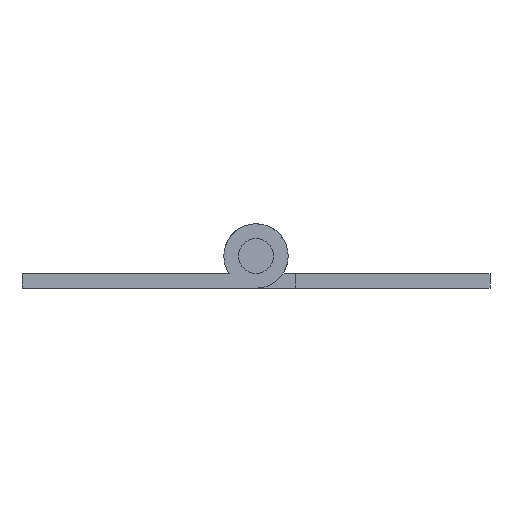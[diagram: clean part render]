
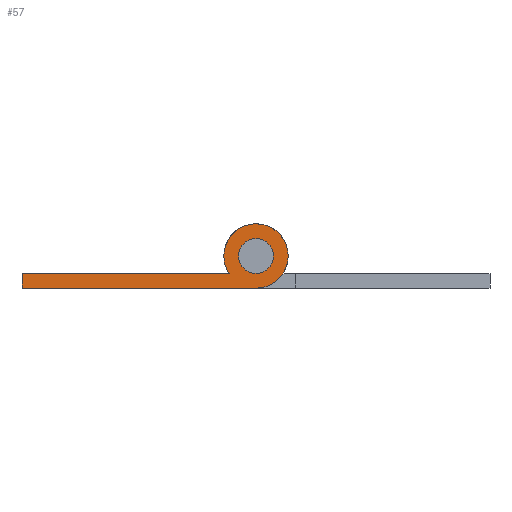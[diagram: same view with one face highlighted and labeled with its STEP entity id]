
A CAD part, front view. The second image highlights one B-rep face of the part: STEP entity #57.
In plain terms, the highlighted planar face has unit normal (0, -1, 0).
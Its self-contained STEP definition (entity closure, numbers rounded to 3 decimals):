
#8 = VERTEX_POINT ( 'NONE', #1788 ) ;
#18 = VERTEX_POINT ( 'NONE', #1774 ) ;
#55 = ORIENTED_EDGE ( 'NONE', *, *, #89, .F. ) ;
#57 = ADVANCED_FACE ( 'NONE', ( #1839, #1838 ), #1837, .F. ) ;
#59 = EDGE_LOOP ( 'NONE', ( #55, #17117, #75, #77 ) ) ;
#68 = EDGE_CURVE ( 'NONE', #1693, #514, #1889, .T. ) ;
#71 = ORIENTED_EDGE ( 'NONE', *, *, #68, .T. ) ;
#72 = ORIENTED_EDGE ( 'NONE', *, *, #475, .T. ) ;
#73 = EDGE_LOOP ( 'NONE', ( #72, #71 ) ) ;
#74 = EDGE_CURVE ( 'NONE', #8, #79, #1878, .T. ) ;
#75 = ORIENTED_EDGE ( 'NONE', *, *, #76, .F. ) ;
#76 = EDGE_CURVE ( 'NONE', #79, #78, #1874, .T. ) ;
#77 = ORIENTED_EDGE ( 'NONE', *, *, #74, .F. ) ;
#78 = VERTEX_POINT ( 'NONE', #1869 ) ;
#79 = VERTEX_POINT ( 'NONE', #1868 ) ;
#80 = EDGE_CURVE ( 'NONE', #78, #18, #1867, .T. ) ;
#89 = EDGE_CURVE ( 'NONE', #18, #8, #1907, .T. ) ;
#475 = EDGE_CURVE ( 'NONE', #514, #1693, #2446, .T. ) ;
#514 = VERTEX_POINT ( 'NONE', #2462 ) ;
#1693 = VERTEX_POINT ( 'NONE', #4340 ) ;
#1774 = CARTESIAN_POINT ( 'NONE',  ( -16., -500., -2.2 ) ) ;
#1788 = CARTESIAN_POINT ( 'NONE',  ( -16., -500., -1.2 ) ) ;
#1833 = DIRECTION ( 'NONE',  ( 0., 0., 1. ) ) ;
#1834 = DIRECTION ( 'NONE',  ( 0., 1., 0. ) ) ;
#1835 = CARTESIAN_POINT ( 'NONE',  ( 0., -500., 0. ) ) ;
#1836 = AXIS2_PLACEMENT_3D ( 'NONE', #1835, #1834, #1833 ) ;
#1837 = PLANE ( 'NONE',  #1836 ) ;
#1838 = FACE_BOUND ( 'NONE', #73, .T. ) ;
#1839 = FACE_OUTER_BOUND ( 'NONE', #59, .T. ) ;
#1864 = DIRECTION ( 'NONE',  ( -1., 0., 0. ) ) ;
#1865 = VECTOR ( 'NONE', #1864, 1000. ) ;
#1866 = CARTESIAN_POINT ( 'NONE',  ( -16., -500., -2.2 ) ) ;
#1867 = LINE ( 'NONE', #1866, #1865 ) ;
#1868 = CARTESIAN_POINT ( 'NONE',  ( -1.844, -500., -1.2 ) ) ;
#1869 = CARTESIAN_POINT ( 'NONE',  ( 0., -500., -2.2 ) ) ;
#1870 = DIRECTION ( 'NONE',  ( 0., 0., 1. ) ) ;
#1871 = DIRECTION ( 'NONE',  ( 0., 1., 0. ) ) ;
#1872 = CARTESIAN_POINT ( 'NONE',  ( 0., -500., 0. ) ) ;
#1873 = AXIS2_PLACEMENT_3D ( 'NONE', #1872, #1871, #1870 ) ;
#1874 = CIRCLE ( 'NONE', #1873, 2.2 ) ;
#1875 = DIRECTION ( 'NONE',  ( 1., 0., 0. ) ) ;
#1876 = VECTOR ( 'NONE', #1875, 1000. ) ;
#1877 = CARTESIAN_POINT ( 'NONE',  ( -1.844, -500., -1.2 ) ) ;
#1878 = LINE ( 'NONE', #1877, #1876 ) ;
#1885 = DIRECTION ( 'NONE',  ( 0., 0., 1. ) ) ;
#1886 = DIRECTION ( 'NONE',  ( 0., 1., 0. ) ) ;
#1887 = CARTESIAN_POINT ( 'NONE',  ( 0., -500., 0. ) ) ;
#1888 = AXIS2_PLACEMENT_3D ( 'NONE', #1887, #1886, #1885 ) ;
#1889 = CIRCLE ( 'NONE', #1888, 1.2 ) ;
#1904 = DIRECTION ( 'NONE',  ( 0., 0., 1. ) ) ;
#1905 = VECTOR ( 'NONE', #1904, 1000. ) ;
#1906 = CARTESIAN_POINT ( 'NONE',  ( -16., -500., -1.2 ) ) ;
#1907 = LINE ( 'NONE', #1906, #1905 ) ;
#2442 = DIRECTION ( 'NONE',  ( 0., 0., 1. ) ) ;
#2443 = DIRECTION ( 'NONE',  ( 0., 1., 0. ) ) ;
#2444 = CARTESIAN_POINT ( 'NONE',  ( 0., -500., 0. ) ) ;
#2445 = AXIS2_PLACEMENT_3D ( 'NONE', #2444, #2443, #2442 ) ;
#2446 = CIRCLE ( 'NONE', #2445, 1.2 ) ;
#2462 = CARTESIAN_POINT ( 'NONE',  ( 0., -500., -1.2 ) ) ;
#4340 = CARTESIAN_POINT ( 'NONE',  ( 0., -500., 1.2 ) ) ;
#17117 = ORIENTED_EDGE ( 'NONE', *, *, #80, .F. ) ;
